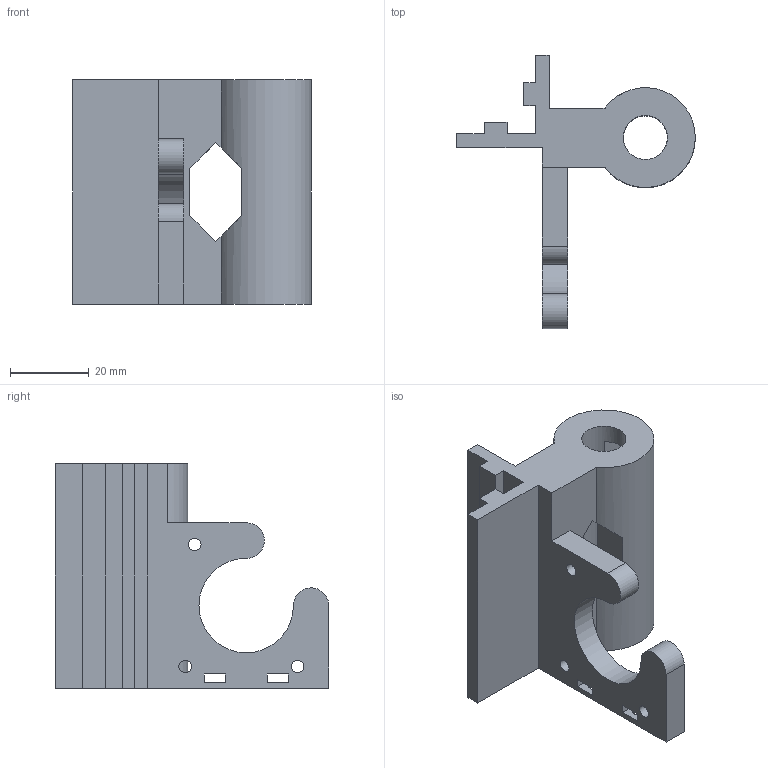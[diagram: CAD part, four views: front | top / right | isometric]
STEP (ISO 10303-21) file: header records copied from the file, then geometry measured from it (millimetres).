
FILE_DESCRIPTION(('FreeCAD Model'),'2;1');
FILE_NAME('x-wire-fastener-x1.step' ,'2019-07-07T12:39:10',('Author'),(''), 'Open CASCADE STEP processor 6.8','FreeCAD','Unknown');
FILE_SCHEMA(('AUTOMOTIVE_DESIGN_CC2 { 1 2 10303 214 -1 1 5 4 }'));
Length unit declared in the file: millimetre
Products named in the file (2): ASSEMBLY; x-motor-holder
Assembly tree (1 placements, depth 2):
  ASSEMBLY
    x-motor-holder
Bounding box: 60.65 x 69.46 x 57 mm (x, y, z)
Volume: 46552.1 mm3; surface area: 18629.6 mm2
Topology: 1 solids, 1 shells, 67 faces, 197 edges, 132 vertices
Faces by surface type: plane 52, cylinder 15
Full cylindrical faces by diameter (mm): 3.2 x7, 6 x1, 11.2 x1
Entity records: 5522 total; most frequent: CARTESIAN_POINT 1605, DIRECTION 711, LINE 479, VECTOR 479, ORIENTED_EDGE 394, PCURVE 394, DEFINITIONAL_REPRESENTATION 394, EDGE_CURVE 197
